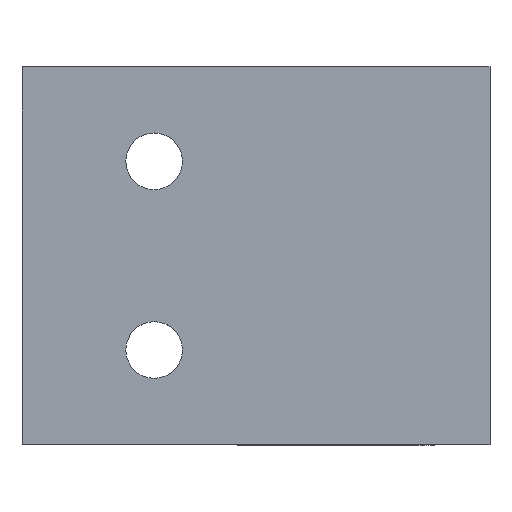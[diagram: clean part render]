
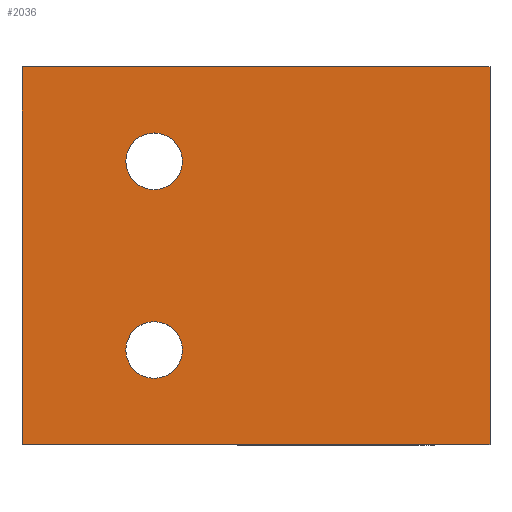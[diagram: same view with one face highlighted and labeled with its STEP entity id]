
A CAD part, top view. The second image highlights one B-rep face of the part: STEP entity #2036.
In plain terms, the highlighted planar face has unit normal (0, 0, 1).
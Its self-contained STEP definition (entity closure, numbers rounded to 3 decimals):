
#5=DIRECTION('',(1.,0.,0.));
#6=VECTOR('',#5,12.4);
#7=CARTESIAN_POINT('',(-6.2,0.,5.15));
#8=LINE('',#7,#6);
#145=DIRECTION('',(0.,1.,0.));
#146=VECTOR('',#145,10.);
#147=CARTESIAN_POINT('',(6.2,0.,5.15));
#148=LINE('',#147,#146);
#181=DIRECTION('',(0.,1.,0.));
#182=VECTOR('',#181,10.);
#183=CARTESIAN_POINT('',(-6.2,0.,5.15));
#184=LINE('',#183,#182);
#185=CARTESIAN_POINT('',(-2.7,7.5,5.15));
#186=DIRECTION('',(0.,0.,-1.));
#187=DIRECTION('',(0.,-1.,0.));
#188=AXIS2_PLACEMENT_3D('',#185,#186,#187);
#190=CARTESIAN_POINT('',(-2.7,7.5,5.15));
#191=DIRECTION('',(0.,0.,-1.));
#192=DIRECTION('',(0.,1.,0.));
#193=AXIS2_PLACEMENT_3D('',#190,#191,#192);
#195=CARTESIAN_POINT('',(-2.7,2.5,5.15));
#196=DIRECTION('',(0.,0.,-1.));
#197=DIRECTION('',(0.,-1.,0.));
#198=AXIS2_PLACEMENT_3D('',#195,#196,#197);
#200=CARTESIAN_POINT('',(-2.7,2.5,5.15));
#201=DIRECTION('',(0.,0.,-1.));
#202=DIRECTION('',(0.,1.,0.));
#203=AXIS2_PLACEMENT_3D('',#200,#201,#202);
#253=DIRECTION('',(1.,0.,0.));
#254=VECTOR('',#253,12.4);
#255=CARTESIAN_POINT('',(-6.2,10.,5.15));
#256=LINE('',#255,#254);
#1350=CARTESIAN_POINT('',(-6.2,0.,5.15));
#1352=VERTEX_POINT('',#1350);
#1353=CARTESIAN_POINT('',(6.2,0.,5.15));
#1354=VERTEX_POINT('',#1353);
#1374=CARTESIAN_POINT('',(-6.2,10.,5.15));
#1376=VERTEX_POINT('',#1374);
#1377=CARTESIAN_POINT('',(6.2,10.,5.15));
#1378=VERTEX_POINT('',#1377);
#1561=CARTESIAN_POINT('',(-2.7,6.75,5.15));
#1562=CARTESIAN_POINT('',(-2.7,8.25,5.15));
#1563=VERTEX_POINT('',#1561);
#1564=VERTEX_POINT('',#1562);
#1738=CARTESIAN_POINT('',(-2.7,1.75,5.15));
#1740=VERTEX_POINT('',#1738);
#1742=CARTESIAN_POINT('',(-2.7,3.25,5.15));
#1744=VERTEX_POINT('',#1742);
#2012=CARTESIAN_POINT('',(-6.2,0.,5.15));
#2013=DIRECTION('',(0.,0.,1.));
#2014=DIRECTION('',(1.,0.,0.));
#2015=AXIS2_PLACEMENT_3D('',#2012,#2013,#2014);
#2016=PLANE('',#2015);
#2017=ORIENTED_EDGE('',*,*,#1780,.F.);
#2018=ORIENTED_EDGE('',*,*,#1815,.T.);
#2020=ORIENTED_EDGE('',*,*,#2019,.T.);
#2021=ORIENTED_EDGE('',*,*,#1984,.F.);
#2022=EDGE_LOOP('',(#2017,#2018,#2020,#2021));
#2023=FACE_OUTER_BOUND('',#2022,.F.);
#2025=ORIENTED_EDGE('',*,*,#2024,.F.);
#2027=ORIENTED_EDGE('',*,*,#2026,.F.);
#2028=EDGE_LOOP('',(#2025,#2027));
#2029=FACE_BOUND('',#2028,.F.);
#2031=ORIENTED_EDGE('',*,*,#2030,.F.);
#2033=ORIENTED_EDGE('',*,*,#2032,.F.);
#2034=EDGE_LOOP('',(#2031,#2033));
#2035=FACE_BOUND('',#2034,.F.);
#2036=ADVANCED_FACE('',(#2023,#2029,#2035),#2016,.T.);
#189=CIRCLE('',#188,0.75);
#194=CIRCLE('',#193,0.75);
#199=CIRCLE('',#198,0.75);
#204=CIRCLE('',#203,0.75);
#1780=EDGE_CURVE('',#1352,#1354,#8,.T.);
#1815=EDGE_CURVE('',#1352,#1376,#184,.T.);
#1984=EDGE_CURVE('',#1354,#1378,#148,.T.);
#2019=EDGE_CURVE('',#1376,#1378,#256,.T.);
#2024=EDGE_CURVE('',#1563,#1564,#189,.T.);
#2026=EDGE_CURVE('',#1564,#1563,#194,.T.);
#2030=EDGE_CURVE('',#1740,#1744,#199,.T.);
#2032=EDGE_CURVE('',#1744,#1740,#204,.T.);
